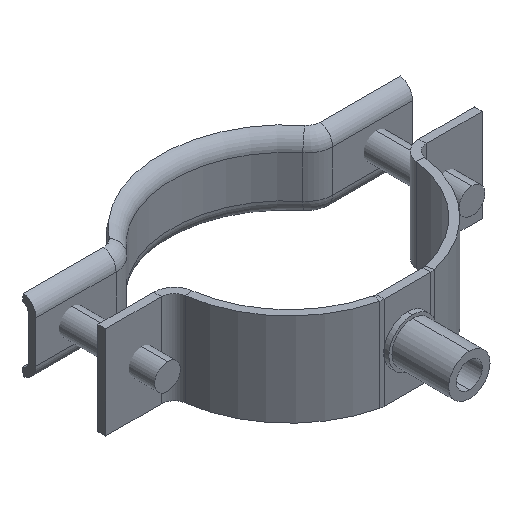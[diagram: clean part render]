
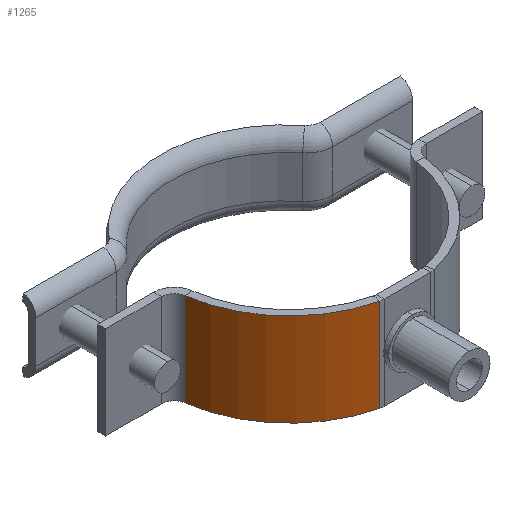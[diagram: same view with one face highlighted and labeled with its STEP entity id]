
A CAD part, isometric view. The second image highlights one B-rep face of the part: STEP entity #1265.
In plain terms, the highlighted cylindrical face has radius 23.5 mm (diameter 47 mm), a partial arc.
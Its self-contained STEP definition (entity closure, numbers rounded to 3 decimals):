
#68 = AXIS2_PLACEMENT_3D ( 'NONE', #2167, #2843, #2889 ) ;
#191 = EDGE_CURVE ( 'NONE', #1682, #2461, #3077, .T. ) ;
#209 = EDGE_CURVE ( 'NONE', #1378, #1783, #2290, .T. ) ;
#371 = CYLINDRICAL_SURFACE ( 'NONE', #1580, 23.5 ) ;
#588 = CARTESIAN_POINT ( 'NONE',  ( -5.301, -23.407, -9. ) ) ;
#872 = VECTOR ( 'NONE', #1857, 1000. ) ;
#1008 = CARTESIAN_POINT ( 'NONE',  ( -23.213, -3.666, 9. ) ) ;
#1042 = AXIS2_PLACEMENT_3D ( 'NONE', #2743, #2736, #2732 ) ;
#1265 = ADVANCED_FACE ( 'NONE', ( #2411 ), #371, .T. ) ;
#1296 = EDGE_CURVE ( 'NONE', #1783, #2461, #3206, .T. ) ;
#1378 = VERTEX_POINT ( 'NONE', #2320 ) ;
#1478 = EDGE_LOOP ( 'NONE', ( #2675, #2723, #2765, #2930 ) ) ;
#1580 = AXIS2_PLACEMENT_3D ( 'NONE', #2875, #2915, #2869 ) ;
#1682 = VERTEX_POINT ( 'NONE', #1008 ) ;
#1775 = CARTESIAN_POINT ( 'NONE',  ( -23.213, -3.666, 9. ) ) ;
#1783 = VERTEX_POINT ( 'NONE', #588 ) ;
#1846 = DIRECTION ( 'NONE',  ( 0., 0., -1. ) ) ;
#1857 = DIRECTION ( 'NONE',  ( 0., 0., -1. ) ) ;
#1875 = CARTESIAN_POINT ( 'NONE',  ( -5.301, -23.407, 9. ) ) ;
#2167 = CARTESIAN_POINT ( 'NONE',  ( 0.077, -0.531, 9. ) ) ;
#2185 = CIRCLE ( 'NONE', #68, 23.5 ) ;
#2290 = LINE ( 'NONE', #1875, #872 ) ;
#2320 = CARTESIAN_POINT ( 'NONE',  ( -5.301, -23.407, 9. ) ) ;
#2378 = CARTESIAN_POINT ( 'NONE',  ( -23.213, -3.666, -9. ) ) ;
#2411 = FACE_OUTER_BOUND ( 'NONE', #1478, .T. ) ;
#2461 = VERTEX_POINT ( 'NONE', #2378 ) ;
#2594 = EDGE_CURVE ( 'NONE', #1682, #1378, #2185, .T. ) ;
#2675 = ORIENTED_EDGE ( 'NONE', *, *, #1296, .F. ) ;
#2723 = ORIENTED_EDGE ( 'NONE', *, *, #209, .F. ) ;
#2732 = DIRECTION ( 'NONE',  ( 1., 0., 0. ) ) ;
#2736 = DIRECTION ( 'NONE',  ( 0., 0., -1. ) ) ;
#2743 = CARTESIAN_POINT ( 'NONE',  ( 0.077, -0.531, -9. ) ) ;
#2765 = ORIENTED_EDGE ( 'NONE', *, *, #2594, .F. ) ;
#2843 = DIRECTION ( 'NONE',  ( 0., 0., 1. ) ) ;
#2869 = DIRECTION ( 'NONE',  ( 1., 0., 0. ) ) ;
#2875 = CARTESIAN_POINT ( 'NONE',  ( 0.077, -0.531, -33.251 ) ) ;
#2889 = DIRECTION ( 'NONE',  ( 1., 0., 0. ) ) ;
#2915 = DIRECTION ( 'NONE',  ( 0., 0., 1. ) ) ;
#2930 = ORIENTED_EDGE ( 'NONE', *, *, #191, .T. ) ;
#3006 = VECTOR ( 'NONE', #1846, 1000. ) ;
#3077 = LINE ( 'NONE', #1775, #3006 ) ;
#3206 = CIRCLE ( 'NONE', #1042, 23.5 ) ;
